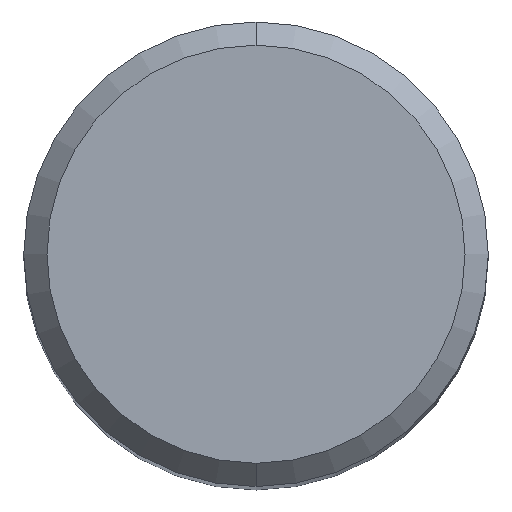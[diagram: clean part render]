
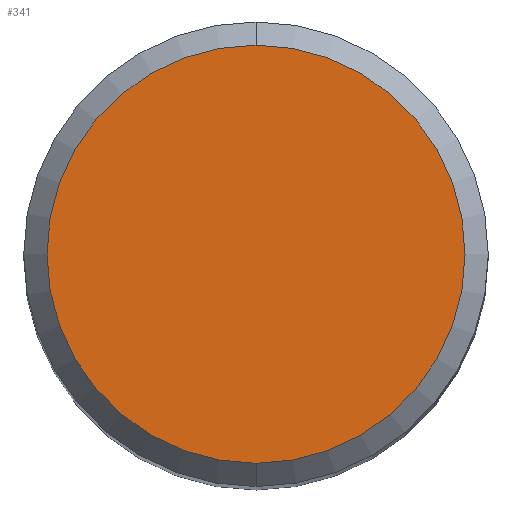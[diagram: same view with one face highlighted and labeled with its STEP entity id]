
A CAD part, top view. The second image highlights one B-rep face of the part: STEP entity #341.
In plain terms, the highlighted planar face has unit normal (0, 0, 1).
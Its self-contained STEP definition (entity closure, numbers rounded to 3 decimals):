
#227=VERTEX_POINT('',#543);
#331=EDGE_CURVE('',#395,#227,#655,.T.);
#341=ADVANCED_FACE('',(#666),#667,.T.);
#395=VERTEX_POINT('',#728);
#423=EDGE_CURVE('',#227,#395,#758,.T.);
#543=CARTESIAN_POINT('',(0.,-7.2,0.0));
#655=CIRCLE('',#1195,7.2);
#666=FACE_OUTER_BOUND('',#1211,.T.);
#667=PLANE('',#1212);
#728=CARTESIAN_POINT('',(0.0,7.2,0.0));
#758=CIRCLE('',#1423,7.2);
#1195=AXIS2_PLACEMENT_3D('',#1700,#1701,#1702);
#1211=EDGE_LOOP('',(#1717,#1718));
#1212=AXIS2_PLACEMENT_3D('',#1719,#1720,#1721);
#1423=AXIS2_PLACEMENT_3D('',#1836,#1837,#1838);
#1700=CARTESIAN_POINT('',(0.0,0.0,0.0));
#1701=DIRECTION('',(0.0,0.0,-1.0));
#1702=DIRECTION('',(0.0,1.0,0.0));
#1717=ORIENTED_EDGE('',*,*,#331,.F.);
#1718=ORIENTED_EDGE('',*,*,#423,.F.);
#1719=CARTESIAN_POINT('',(0.0,3.6,0.0));
#1720=DIRECTION('',(-0.0,0.0,1.0));
#1721=DIRECTION('',(0.0,-1.0,0.0));
#1836=CARTESIAN_POINT('',(0.0,0.0,0.0));
#1837=DIRECTION('',(0.0,0.0,-1.0));
#1838=DIRECTION('',(0.0,1.0,0.0));
